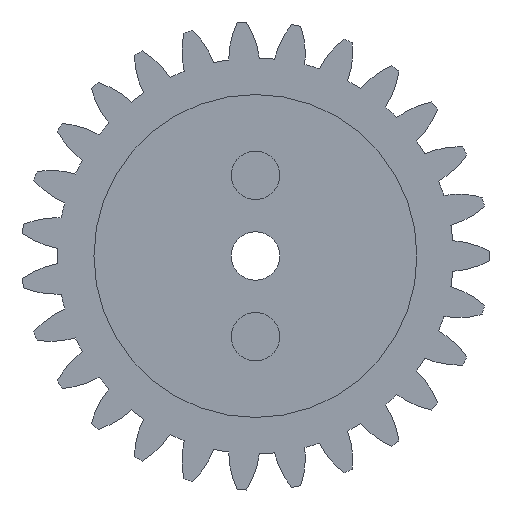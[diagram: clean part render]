
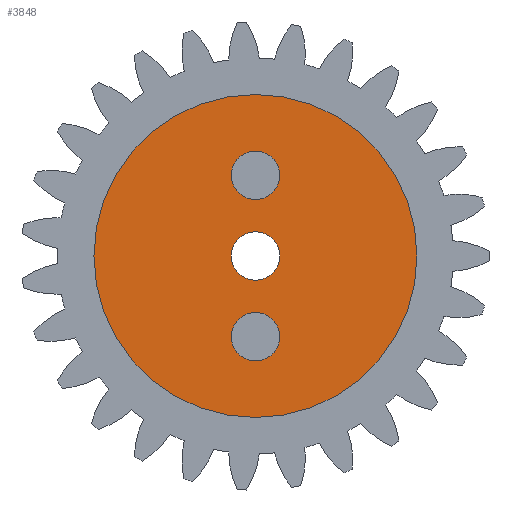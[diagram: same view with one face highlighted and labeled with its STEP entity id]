
A CAD part, left-side view. The second image highlights one B-rep face of the part: STEP entity #3848.
In plain terms, the highlighted planar face has unit normal (-1, 0, 0).
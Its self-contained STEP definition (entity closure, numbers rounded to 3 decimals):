
#32 = ORIENTED_EDGE ( 'NONE', *, *, #2976, .F. ) ;
#105 = AXIS2_PLACEMENT_3D ( 'NONE', #2810, #3222, #858 ) ;
#149 = DIRECTION ( 'NONE',  ( -1., 0., 0. ) ) ;
#331 = DIRECTION ( 'NONE',  ( -1., 0., 0. ) ) ;
#601 = AXIS2_PLACEMENT_3D ( 'NONE', #2945, #3630, #627 ) ;
#603 = EDGE_CURVE ( 'NONE', #1958, #3747, #2480, .T. ) ;
#624 = CARTESIAN_POINT ( 'NONE',  ( -7., 0., 1.5 ) ) ;
#627 = DIRECTION ( 'NONE',  ( 0., 0., 1. ) ) ;
#653 = CARTESIAN_POINT ( 'NONE',  ( -7., 0., -1.5 ) ) ;
#683 = FACE_BOUND ( 'NONE', #3952, .T. ) ;
#702 = EDGE_LOOP ( 'NONE', ( #2710, #4274 ) ) ;
#705 = CARTESIAN_POINT ( 'NONE',  ( -7., 0., -3.5 ) ) ;
#858 = DIRECTION ( 'NONE',  ( 0., 0., 1. ) ) ;
#1040 = DIRECTION ( 'NONE',  ( 0., 0., 1. ) ) ;
#1045 = DIRECTION ( 'NONE',  ( 0., 0., 1. ) ) ;
#1077 = DIRECTION ( 'NONE',  ( 0., 0., 1. ) ) ;
#1248 = DIRECTION ( 'NONE',  ( -1., 0., 0. ) ) ;
#1332 = DIRECTION ( 'NONE',  ( 0., 0., 1. ) ) ;
#1357 = CARTESIAN_POINT ( 'NONE',  ( -7., 0., 0. ) ) ;
#1394 = EDGE_LOOP ( 'NONE', ( #1760, #4138 ) ) ;
#1414 = CARTESIAN_POINT ( 'NONE',  ( -7., 0., 0. ) ) ;
#1452 = ORIENTED_EDGE ( 'NONE', *, *, #603, .T. ) ;
#1550 = EDGE_CURVE ( 'NONE', #2637, #1810, #2120, .T. ) ;
#1583 = ORIENTED_EDGE ( 'NONE', *, *, #3320, .F. ) ;
#1616 = DIRECTION ( 'NONE',  ( -1., 0., 0. ) ) ;
#1697 = AXIS2_PLACEMENT_3D ( 'NONE', #1414, #2395, #1732 ) ;
#1717 = CIRCLE ( 'NONE', #3824, 1.5 ) ;
#1729 = AXIS2_PLACEMENT_3D ( 'NONE', #3354, #1616, #3002 ) ;
#1732 = DIRECTION ( 'NONE',  ( 0., 0., 1. ) ) ;
#1760 = ORIENTED_EDGE ( 'NONE', *, *, #3069, .F. ) ;
#1800 = EDGE_CURVE ( 'NONE', #1911, #3851, #4015, .T. ) ;
#1810 = VERTEX_POINT ( 'NONE', #653 ) ;
#1911 = VERTEX_POINT ( 'NONE', #2345 ) ;
#1939 = AXIS2_PLACEMENT_3D ( 'NONE', #3269, #1248, #1332 ) ;
#1958 = VERTEX_POINT ( 'NONE', #2121 ) ;
#2090 = CIRCLE ( 'NONE', #2165, 1.5 ) ;
#2120 = CIRCLE ( 'NONE', #1697, 1.5 ) ;
#2121 = CARTESIAN_POINT ( 'NONE',  ( -7., 0., -10. ) ) ;
#2165 = AXIS2_PLACEMENT_3D ( 'NONE', #2501, #2257, #3838 ) ;
#2257 = DIRECTION ( 'NONE',  ( -1., 0., 0. ) ) ;
#2345 = CARTESIAN_POINT ( 'NONE',  ( -7., 0., -6.5 ) ) ;
#2351 = FACE_OUTER_BOUND ( 'NONE', #3023, .T. ) ;
#2395 = DIRECTION ( 'NONE',  ( -1., 0., 0. ) ) ;
#2480 = CIRCLE ( 'NONE', #105, 10. ) ;
#2501 = CARTESIAN_POINT ( 'NONE',  ( -7., 0., 0. ) ) ;
#2637 = VERTEX_POINT ( 'NONE', #624 ) ;
#2710 = ORIENTED_EDGE ( 'NONE', *, *, #1550, .F. ) ;
#2736 = CARTESIAN_POINT ( 'NONE',  ( -7., 0., 3.5 ) ) ;
#2810 = CARTESIAN_POINT ( 'NONE',  ( -7., 0., 0. ) ) ;
#2945 = CARTESIAN_POINT ( 'NONE',  ( -7., 0., 5. ) ) ;
#2959 = EDGE_CURVE ( 'NONE', #3747, #1958, #4319, .T. ) ;
#2976 = EDGE_CURVE ( 'NONE', #3899, #3962, #3255, .T. ) ;
#3002 = DIRECTION ( 'NONE',  ( 0., 0., 1. ) ) ;
#3020 = CARTESIAN_POINT ( 'NONE',  ( -7., 0., 6.5 ) ) ;
#3023 = EDGE_LOOP ( 'NONE', ( #1452, #3278 ) ) ;
#3047 = AXIS2_PLACEMENT_3D ( 'NONE', #1357, #4052, #1040 ) ;
#3069 = EDGE_CURVE ( 'NONE', #3851, #1911, #1717, .T. ) ;
#3222 = DIRECTION ( 'NONE',  ( -1., 0., 0. ) ) ;
#3255 = CIRCLE ( 'NONE', #601, 1.5 ) ;
#3269 = CARTESIAN_POINT ( 'NONE',  ( -7., 0., 5. ) ) ;
#3278 = ORIENTED_EDGE ( 'NONE', *, *, #2959, .T. ) ;
#3320 = EDGE_CURVE ( 'NONE', #3962, #3899, #3833, .T. ) ;
#3327 = FACE_BOUND ( 'NONE', #1394, .T. ) ;
#3354 = CARTESIAN_POINT ( 'NONE',  ( -7., 0., 0. ) ) ;
#3388 = CARTESIAN_POINT ( 'NONE',  ( -7., 0., -5. ) ) ;
#3630 = DIRECTION ( 'NONE',  ( -1., 0., 0. ) ) ;
#3683 = FACE_BOUND ( 'NONE', #702, .T. ) ;
#3747 = VERTEX_POINT ( 'NONE', #3883 ) ;
#3803 = AXIS2_PLACEMENT_3D ( 'NONE', #3388, #331, #1045 ) ;
#3824 = AXIS2_PLACEMENT_3D ( 'NONE', #4092, #149, #1077 ) ;
#3833 = CIRCLE ( 'NONE', #1939, 1.5 ) ;
#3838 = DIRECTION ( 'NONE',  ( 0., 0., 1. ) ) ;
#3848 = ADVANCED_FACE ( 'NONE', ( #3327, #683, #3683, #2351 ), #4327, .T. ) ;
#3851 = VERTEX_POINT ( 'NONE', #705 ) ;
#3883 = CARTESIAN_POINT ( 'NONE',  ( -7., 0., 10. ) ) ;
#3899 = VERTEX_POINT ( 'NONE', #3020 ) ;
#3952 = EDGE_LOOP ( 'NONE', ( #32, #1583 ) ) ;
#3962 = VERTEX_POINT ( 'NONE', #2736 ) ;
#4015 = CIRCLE ( 'NONE', #3803, 1.5 ) ;
#4052 = DIRECTION ( 'NONE',  ( -1., 0., 0. ) ) ;
#4092 = CARTESIAN_POINT ( 'NONE',  ( -7., 0., -5. ) ) ;
#4138 = ORIENTED_EDGE ( 'NONE', *, *, #1800, .F. ) ;
#4169 = EDGE_CURVE ( 'NONE', #1810, #2637, #2090, .T. ) ;
#4274 = ORIENTED_EDGE ( 'NONE', *, *, #4169, .F. ) ;
#4319 = CIRCLE ( 'NONE', #3047, 10. ) ;
#4327 = PLANE ( 'NONE',  #1729 ) ;
